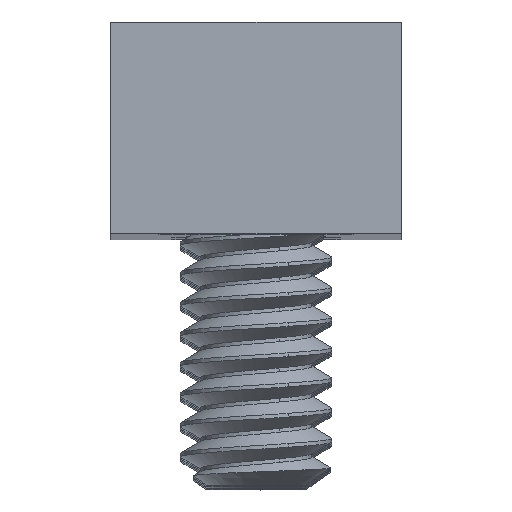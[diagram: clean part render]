
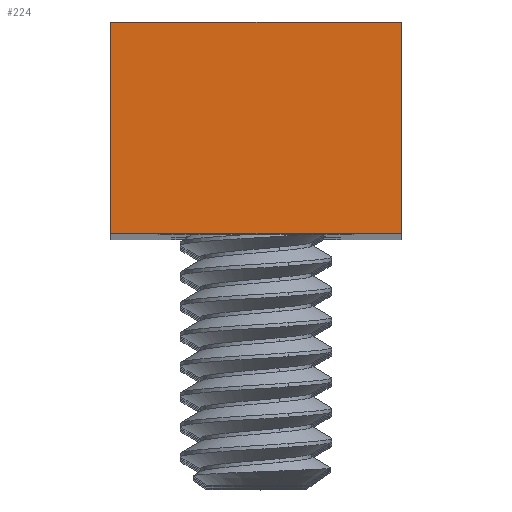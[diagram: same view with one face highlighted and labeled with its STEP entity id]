
A CAD part, top view. The second image highlights one B-rep face of the part: STEP entity #224.
In plain terms, the highlighted planar face has unit normal (0, 0, 1).
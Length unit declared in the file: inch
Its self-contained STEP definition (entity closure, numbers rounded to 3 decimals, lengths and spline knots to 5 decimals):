
#224 = ADVANCED_FACE ( 'NONE', ( #1815 ), #3811, .F. ) ;
#228 = ORIENTED_EDGE ( 'NONE', *, *, #579, .T. ) ;
#290 = LINE ( 'NONE', #4021, #1113 ) ;
#294 = VECTOR ( 'NONE', #2516, 39.37008 ) ;
#399 = CARTESIAN_POINT ( 'NONE',  ( 0., 0.35, 0. ) ) ;
#579 = EDGE_CURVE ( 'NONE', #2122, #2453, #2092, .T. ) ;
#812 = VERTEX_POINT ( 'NONE', #1026 ) ;
#839 = CARTESIAN_POINT ( 'NONE',  ( 0., 0., 0. ) ) ;
#982 = DIRECTION ( 'NONE',  ( 0., -1., 0. ) ) ;
#1020 = ORIENTED_EDGE ( 'NONE', *, *, #3234, .T. ) ;
#1026 = CARTESIAN_POINT ( 'NONE',  ( 0.48, 0.35, 0. ) ) ;
#1064 = CARTESIAN_POINT ( 'NONE',  ( 0., 0.35, 0. ) ) ;
#1113 = VECTOR ( 'NONE', #982, 39.37008 ) ;
#1229 = LINE ( 'NONE', #399, #294 ) ;
#1355 = CARTESIAN_POINT ( 'NONE',  ( 0., 0., 0. ) ) ;
#1679 = VECTOR ( 'NONE', #2565, 39.37008 ) ;
#1692 = EDGE_CURVE ( 'NONE', #2122, #812, #1229, .T. ) ;
#1762 = DIRECTION ( 'NONE',  ( 0., 0., -1. ) ) ;
#1815 = FACE_OUTER_BOUND ( 'NONE', #4265, .T. ) ;
#1867 = CARTESIAN_POINT ( 'NONE',  ( 0.48, 0., 0. ) ) ;
#1880 = CARTESIAN_POINT ( 'NONE',  ( 0., 0.35, 0. ) ) ;
#2092 = LINE ( 'NONE', #1880, #2894 ) ;
#2122 = VERTEX_POINT ( 'NONE', #2440 ) ;
#2379 = EDGE_CURVE ( 'NONE', #812, #3423, #290, .T. ) ;
#2440 = CARTESIAN_POINT ( 'NONE',  ( 0., 0.35, 0. ) ) ;
#2453 = VERTEX_POINT ( 'NONE', #1355 ) ;
#2487 = AXIS2_PLACEMENT_3D ( 'NONE', #1064, #1762, #4146 ) ;
#2516 = DIRECTION ( 'NONE',  ( 1., 0., 0. ) ) ;
#2565 = DIRECTION ( 'NONE',  ( 1., 0., 0. ) ) ;
#2579 = DIRECTION ( 'NONE',  ( 0., -1., 0. ) ) ;
#2800 = LINE ( 'NONE', #839, #1679 ) ;
#2894 = VECTOR ( 'NONE', #2579, 39.37008 ) ;
#3113 = ORIENTED_EDGE ( 'NONE', *, *, #2379, .F. ) ;
#3234 = EDGE_CURVE ( 'NONE', #2453, #3423, #2800, .T. ) ;
#3423 = VERTEX_POINT ( 'NONE', #1867 ) ;
#3811 = PLANE ( 'NONE',  #2487 ) ;
#3813 = ORIENTED_EDGE ( 'NONE', *, *, #1692, .F. ) ;
#4021 = CARTESIAN_POINT ( 'NONE',  ( 0.48, 0.35, 0. ) ) ;
#4146 = DIRECTION ( 'NONE',  ( -1., 0., 0. ) ) ;
#4265 = EDGE_LOOP ( 'NONE', ( #1020, #3113, #3813, #228 ) ) ;
